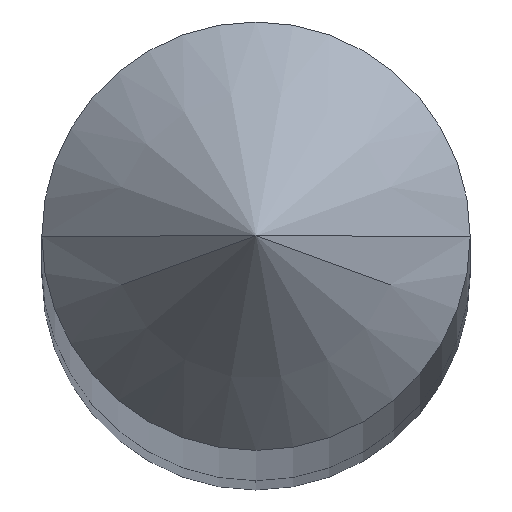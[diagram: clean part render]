
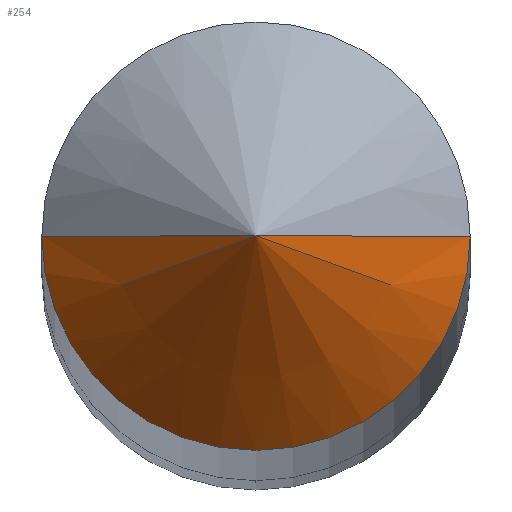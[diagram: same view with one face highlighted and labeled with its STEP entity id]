
A CAD part, top view. The second image highlights one B-rep face of the part: STEP entity #254.
In plain terms, the highlighted conical face has half-angle 45 degrees and reference radius 0.172 mm.
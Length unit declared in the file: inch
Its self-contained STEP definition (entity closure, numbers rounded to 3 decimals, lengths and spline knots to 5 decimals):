
#2 = DIRECTION ( 'NONE',  ( -1., 0., 0. ) ) ;
#5 = LINE ( 'NONE', #342, #113 ) ;
#19 = DIRECTION ( 'NONE',  ( 1., 0., 0. ) ) ;
#27 = CARTESIAN_POINT ( 'NONE',  ( 0., 0., -0.03125 ) ) ;
#41 = VERTEX_POINT ( 'NONE', #291 ) ;
#42 = EDGE_CURVE ( 'NONE', #305, #173, #85, .T. ) ;
#44 = EDGE_LOOP ( 'NONE', ( #144, #92, #294 ) ) ;
#56 = DIRECTION ( 'NONE',  ( 0.707, 0., -0.707 ) ) ;
#58 = CARTESIAN_POINT ( 'NONE',  ( -0.00675, 0., -0.03125 ) ) ;
#59 = FACE_OUTER_BOUND ( 'NONE', #44, .T. ) ;
#85 = CIRCLE ( 'NONE', #122, 0.00675 ) ;
#92 = ORIENTED_EDGE ( 'NONE', *, *, #312, .T. ) ;
#113 = VECTOR ( 'NONE', #56, 39.37008 ) ;
#121 = DIRECTION ( 'NONE',  ( 0., 0., 1. ) ) ;
#122 = AXIS2_PLACEMENT_3D ( 'NONE', #149, #121, #19 ) ;
#144 = ORIENTED_EDGE ( 'NONE', *, *, #276, .F. ) ;
#149 = CARTESIAN_POINT ( 'NONE',  ( 0., 0., -0.03125 ) ) ;
#172 = DIRECTION ( 'NONE',  ( 0., 0., -1. ) ) ;
#173 = VERTEX_POINT ( 'NONE', #196 ) ;
#196 = CARTESIAN_POINT ( 'NONE',  ( 0.00675, 0., -0.03125 ) ) ;
#221 = CONICAL_SURFACE ( 'NONE', #277, 0.00675, 0.785 ) ;
#232 = CARTESIAN_POINT ( 'NONE',  ( -0.00675, 0., -0.03125 ) ) ;
#254 = ADVANCED_FACE ( 'NONE', ( #59 ), #221, .T. ) ;
#276 = EDGE_CURVE ( 'NONE', #41, #173, #5, .T. ) ;
#277 = AXIS2_PLACEMENT_3D ( 'NONE', #27, #172, #2 ) ;
#287 = DIRECTION ( 'NONE',  ( -0.707, 0., -0.707 ) ) ;
#291 = CARTESIAN_POINT ( 'NONE',  ( 0., 0., -0.0245 ) ) ;
#294 = ORIENTED_EDGE ( 'NONE', *, *, #42, .T. ) ;
#305 = VERTEX_POINT ( 'NONE', #232 ) ;
#312 = EDGE_CURVE ( 'NONE', #41, #305, #343, .T. ) ;
#341 = VECTOR ( 'NONE', #287, 39.37008 ) ;
#342 = CARTESIAN_POINT ( 'NONE',  ( 0.00675, 0., -0.03125 ) ) ;
#343 = LINE ( 'NONE', #58, #341 ) ;
